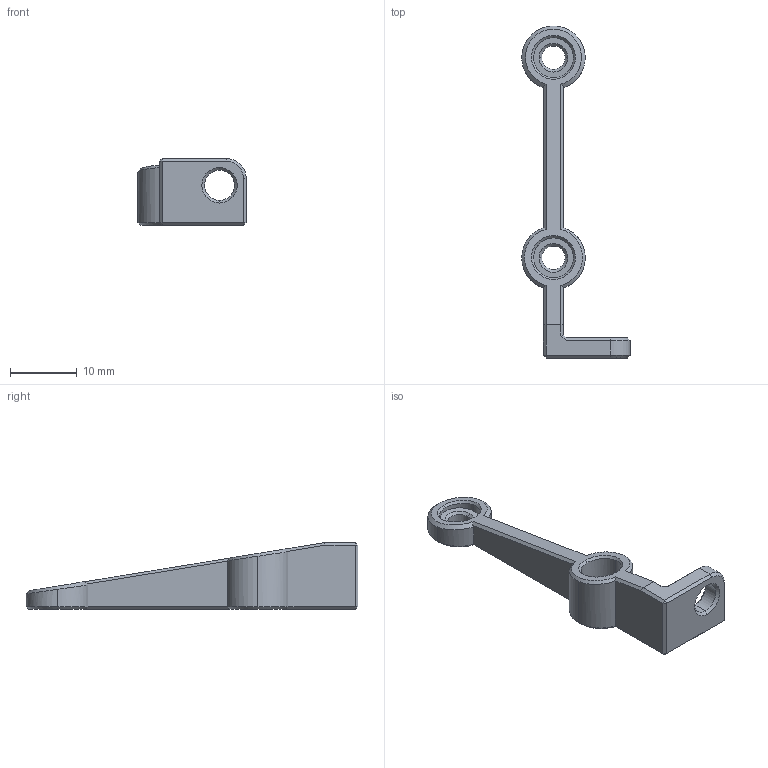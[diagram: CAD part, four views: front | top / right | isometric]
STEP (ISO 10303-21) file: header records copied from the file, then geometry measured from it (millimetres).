
FILE_DESCRIPTION (( 'STEP AP214' ), '1' );
FILE_NAME ('INO base down2.STEP', '2024-12-16T13:01:08', ( '' ), ( '' ), 'SwSTEP 2.0', 'SolidWorks 2024', '' );
FILE_SCHEMA (( 'AUTOMOTIVE_DESIGN' ));
Length unit declared in the file: millimetre
Products named in the file (1): INO base down2
Bounding box: 16.25 x 49.75 x 10 mm (x, y, z)
Volume: 1464.7 mm3; surface area: 1565.2 mm2
Topology: 1 solids, 1 shells, 82 faces, 194 edges, 116 vertices
Faces by surface type: plane 37, cone 20, cylinder 17, bspline 8
Entity records: 4290 total; most frequent: CARTESIAN_POINT 2467, ORIENTED_EDGE 388, DIRECTION 341, EDGE_CURVE 194, AXIS2_PLACEMENT_3D 120, VERTEX_POINT 116, LINE 101, VECTOR 101
